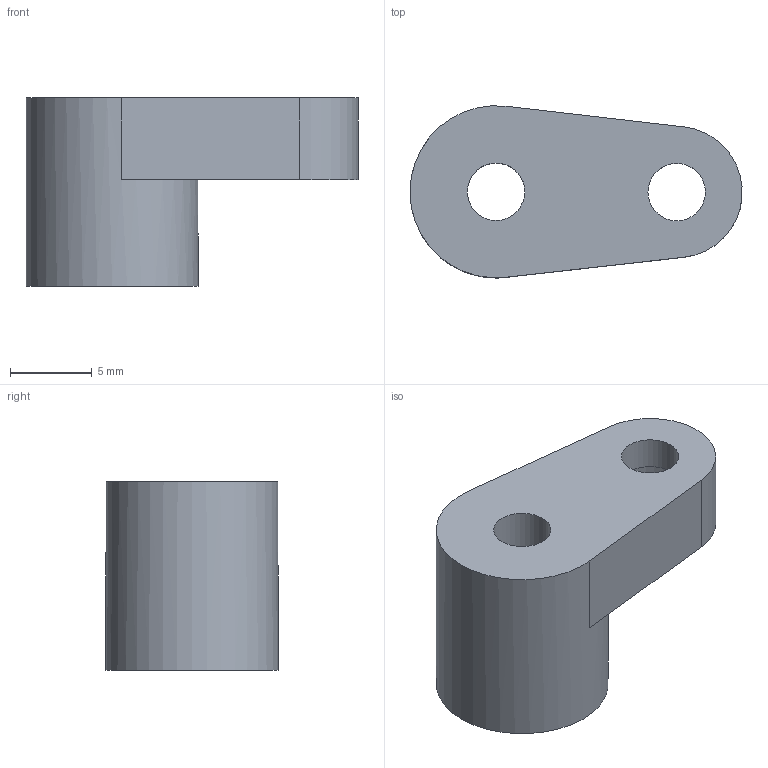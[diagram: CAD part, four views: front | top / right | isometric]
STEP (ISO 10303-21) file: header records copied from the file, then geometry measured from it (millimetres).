
FILE_DESCRIPTION(/* description */ (''),/* implementation_level */ '2;1');
FILE_NAME(/* name */ 'Display - BTT HDMI5 - Holder.step',/* time_stamp */ '2023-07-30T20:22:17+02:00',/* author */ (''),/* organization */ (''),/* preprocessor_version */ 'ST-DEVELOPER v19.2',/* originating_system */ 'Autodesk Translation Framework v12.6.0.85',/* authorisation */ '');
FILE_SCHEMA (('AUTOMOTIVE_DESIGN { 1 0 10303 214 3 1 1 }'));
Length unit declared in the file: millimetre
Products named in the file (2): Display - BTT HDMI 5; Holder-Bottom-Left
Assembly tree (1 placements, depth 2):
  Display - BTT HDMI 5
    Holder-Bottom-Left
Bounding box: 20.25 x 10.5 x 11.5 mm (x, y, z)
Volume: 967.3 mm3; surface area: 1057.5 mm2
Topology: 1 solids, 1 shells, 13 faces, 27 edges, 18 vertices
Faces by surface type: plane 7, cylinder 6
Full cylindrical faces by diameter (mm): 3.5 x2, 6 x1, 8.5 x1, 10.5 x1
Entity records: 423 total; most frequent: DIRECTION 73, CARTESIAN_POINT 61, ORIENTED_EDGE 54, AXIS2_PLACEMENT_3D 30, EDGE_CURVE 27, EDGE_LOOP 19, VERTEX_POINT 18, CIRCLE 14
